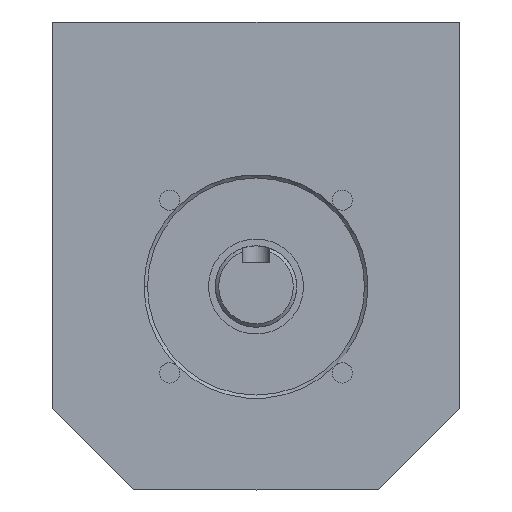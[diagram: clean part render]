
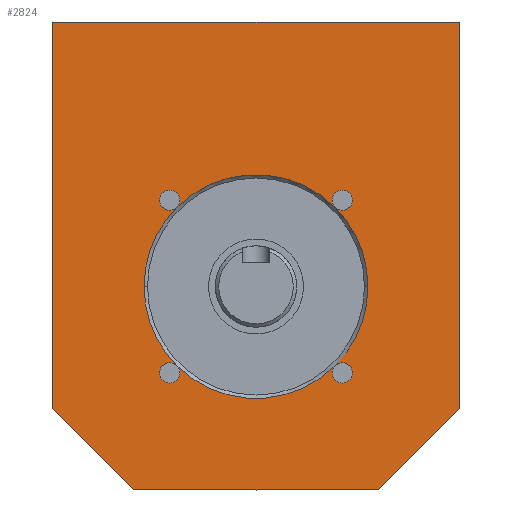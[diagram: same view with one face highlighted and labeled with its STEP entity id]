
A CAD part, left-side view. The second image highlights one B-rep face of the part: STEP entity #2824.
In plain terms, the highlighted planar face has unit normal (-1, 0, 0).
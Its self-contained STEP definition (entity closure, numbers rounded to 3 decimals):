
#324=DIRECTION('',(0.,0.,-1.));
#325=VECTOR('',#324,57.);
#326=CARTESIAN_POINT('',(-2.62,30.,0.));
#327=LINE('',#326,#325);
#416=DIRECTION('',(0.,1.,0.));
#417=VECTOR('',#416,60.);
#418=CARTESIAN_POINT('',(-2.62,-30.,0.));
#419=LINE('',#418,#417);
#488=DIRECTION('',(0.,-0.707,0.707));
#489=VECTOR('',#488,16.971);
#490=CARTESIAN_POINT('',(-2.62,-18.,-69.));
#491=LINE('',#490,#489);
#492=DIRECTION('',(0.,-0.707,-0.707));
#493=VECTOR('',#492,16.971);
#494=CARTESIAN_POINT('',(-2.62,30.,-57.));
#495=LINE('',#494,#493);
#496=DIRECTION('',(0.,0.,-1.));
#497=VECTOR('',#496,57.);
#498=CARTESIAN_POINT('',(-2.62,-30.,0.));
#499=LINE('',#498,#497);
#500=CARTESIAN_POINT('',(-2.62,12.728,-51.728));
#501=DIRECTION('',(1.,0.,0.));
#502=DIRECTION('',(0.,-1.,0.));
#503=AXIS2_PLACEMENT_3D('',#500,#501,#502);
#505=CARTESIAN_POINT('',(-2.62,12.728,-51.728));
#506=DIRECTION('',(1.,0.,0.));
#507=DIRECTION('',(0.,-0.707,0.707));
#508=AXIS2_PLACEMENT_3D('',#505,#506,#507);
#510=CARTESIAN_POINT('',(-2.62,0.,-39.));
#511=DIRECTION('',(1.,0.,0.));
#512=DIRECTION('',(0.,-0.707,-0.707));
#513=AXIS2_PLACEMENT_3D('',#510,#511,#512);
#515=CARTESIAN_POINT('',(-2.62,-12.728,-51.728));
#516=DIRECTION('',(1.,0.,0.));
#517=DIRECTION('',(0.,1.,0.));
#518=AXIS2_PLACEMENT_3D('',#515,#516,#517);
#520=CARTESIAN_POINT('',(-2.62,-12.728,-51.728));
#521=DIRECTION('',(1.,0.,0.));
#522=DIRECTION('',(0.,-1.,0.));
#523=AXIS2_PLACEMENT_3D('',#520,#521,#522);
#525=CARTESIAN_POINT('',(-2.62,-12.728,-51.728));
#526=DIRECTION('',(1.,0.,0.));
#527=DIRECTION('',(0.,0.707,0.707));
#528=AXIS2_PLACEMENT_3D('',#525,#526,#527);
#530=CARTESIAN_POINT('',(-2.62,0.,-39.));
#531=DIRECTION('',(1.,0.,0.));
#532=DIRECTION('',(0.,-1.,0.));
#533=AXIS2_PLACEMENT_3D('',#530,#531,#532);
#535=CARTESIAN_POINT('',(-2.62,0.,-39.));
#536=DIRECTION('',(1.,0.,0.));
#537=DIRECTION('',(0.,-0.707,0.707));
#538=AXIS2_PLACEMENT_3D('',#535,#536,#537);
#540=CARTESIAN_POINT('',(-2.62,-12.728,-26.272));
#541=DIRECTION('',(1.,0.,0.));
#542=DIRECTION('',(0.,-1.,0.));
#543=AXIS2_PLACEMENT_3D('',#540,#541,#542);
#545=CARTESIAN_POINT('',(-2.62,-12.728,-26.272));
#546=DIRECTION('',(1.,0.,0.));
#547=DIRECTION('',(0.,1.,0.));
#548=AXIS2_PLACEMENT_3D('',#545,#546,#547);
#550=CARTESIAN_POINT('',(-2.62,-12.728,-26.272));
#551=DIRECTION('',(1.,0.,0.));
#552=DIRECTION('',(0.,0.707,-0.707));
#553=AXIS2_PLACEMENT_3D('',#550,#551,#552);
#555=CARTESIAN_POINT('',(-2.62,0.,-39.));
#556=DIRECTION('',(1.,0.,0.));
#557=DIRECTION('',(0.,0.707,0.707));
#558=AXIS2_PLACEMENT_3D('',#555,#556,#557);
#560=CARTESIAN_POINT('',(-2.62,12.728,-26.272));
#561=DIRECTION('',(1.,0.,0.));
#562=DIRECTION('',(0.,-1.,0.));
#563=AXIS2_PLACEMENT_3D('',#560,#561,#562);
#565=CARTESIAN_POINT('',(-2.62,12.728,-26.272));
#566=DIRECTION('',(1.,0.,0.));
#567=DIRECTION('',(0.,1.,0.));
#568=AXIS2_PLACEMENT_3D('',#565,#566,#567);
#570=CARTESIAN_POINT('',(-2.62,12.728,-26.272));
#571=DIRECTION('',(1.,0.,0.));
#572=DIRECTION('',(0.,-0.707,-0.707));
#573=AXIS2_PLACEMENT_3D('',#570,#571,#572);
#575=CARTESIAN_POINT('',(-2.62,0.,-39.));
#576=DIRECTION('',(1.,0.,0.));
#577=DIRECTION('',(0.,1.,0.));
#578=AXIS2_PLACEMENT_3D('',#575,#576,#577);
#580=CARTESIAN_POINT('',(-2.62,0.,-39.));
#581=DIRECTION('',(1.,0.,0.));
#582=DIRECTION('',(0.,0.707,-0.707));
#583=AXIS2_PLACEMENT_3D('',#580,#581,#582);
#585=CARTESIAN_POINT('',(-2.62,12.728,-51.728));
#586=DIRECTION('',(1.,0.,0.));
#587=DIRECTION('',(0.,1.,0.));
#588=AXIS2_PLACEMENT_3D('',#585,#586,#587);
#1378=DIRECTION('',(0.,-1.,0.));
#1379=VECTOR('',#1378,36.);
#1380=CARTESIAN_POINT('',(-2.62,18.,-69.));
#1381=LINE('',#1380,#1379);
#1763=CARTESIAN_POINT('',(-2.62,-30.,-57.));
#1765=VERTEX_POINT('',#1763);
#1775=CARTESIAN_POINT('',(-2.62,-30.,0.));
#1777=VERTEX_POINT('',#1775);
#1796=CARTESIAN_POINT('',(-2.62,-18.,-69.));
#1797=VERTEX_POINT('',#1796);
#1808=CARTESIAN_POINT('',(-2.62,-16.5,-39.));
#1809=CARTESIAN_POINT('',(-2.62,-11.667,
-50.667));
#1810=VERTEX_POINT('',#1808);
#1811=VERTEX_POINT('',#1809);
#1812=CARTESIAN_POINT('',(-2.62,11.667,
-50.667));
#1813=CARTESIAN_POINT('',(-2.62,16.5,-39.));
#1814=VERTEX_POINT('',#1812);
#1815=VERTEX_POINT('',#1813);
#1816=CARTESIAN_POINT('',(-2.62,18.,-69.));
#1817=VERTEX_POINT('',#1816);
#1818=CARTESIAN_POINT('',(-2.62,30.,-57.));
#1819=VERTEX_POINT('',#1818);
#1820=CARTESIAN_POINT('',(-2.62,30.,0.));
#1821=VERTEX_POINT('',#1820);
#1822=CARTESIAN_POINT('',(-2.62,11.228,-51.728));
#1823=CARTESIAN_POINT('',(-2.62,14.228,-51.728));
#1824=VERTEX_POINT('',#1822);
#1825=VERTEX_POINT('',#1823);
#1826=CARTESIAN_POINT('',(-2.62,-11.228,-51.728));
#1827=VERTEX_POINT('',#1826);
#1828=CARTESIAN_POINT('',(-2.62,-14.228,-51.728));
#1829=VERTEX_POINT('',#1828);
#1830=CARTESIAN_POINT('',(-2.62,-11.667,
-27.333));
#1831=VERTEX_POINT('',#1830);
#1832=CARTESIAN_POINT('',(-2.62,-14.228,-26.272));
#1833=VERTEX_POINT('',#1832);
#1834=CARTESIAN_POINT('',(-2.62,-11.228,-26.272));
#1835=VERTEX_POINT('',#1834);
#1836=CARTESIAN_POINT('',(-2.62,11.667,-27.333));
#1837=VERTEX_POINT('',#1836);
#1838=CARTESIAN_POINT('',(-2.62,11.228,-26.272));
#1839=VERTEX_POINT('',#1838);
#1840=CARTESIAN_POINT('',(-2.62,14.228,-26.272));
#1841=VERTEX_POINT('',#1840);
#2770=CARTESIAN_POINT('',(-2.62,0.,-34.5));
#2771=DIRECTION('',(1.,0.,0.));
#2772=DIRECTION('',(0.,0.,1.));
#2773=AXIS2_PLACEMENT_3D('',#2770,#2771,#2772);
#2774=PLANE('',#2773);
#2776=ORIENTED_EDGE('',*,*,#2775,.F.);
#2778=ORIENTED_EDGE('',*,*,#2777,.F.);
#2780=ORIENTED_EDGE('',*,*,#2779,.F.);
#2781=ORIENTED_EDGE('',*,*,#2529,.F.);
#2782=ORIENTED_EDGE('',*,*,#2727,.F.);
#2783=ORIENTED_EDGE('',*,*,#2105,.T.);
#2784=EDGE_LOOP('',(#2776,#2778,#2780,#2781,#2782,#2783));
#2785=FACE_OUTER_BOUND('',#2784,.F.);
#2787=ORIENTED_EDGE('',*,*,#2786,.F.);
#2789=ORIENTED_EDGE('',*,*,#2788,.F.);
#2791=ORIENTED_EDGE('',*,*,#2790,.F.);
#2793=ORIENTED_EDGE('',*,*,#2792,.F.);
#2795=ORIENTED_EDGE('',*,*,#2794,.F.);
#2797=ORIENTED_EDGE('',*,*,#2796,.F.);
#2799=ORIENTED_EDGE('',*,*,#2798,.F.);
#2801=ORIENTED_EDGE('',*,*,#2800,.F.);
#2803=ORIENTED_EDGE('',*,*,#2802,.F.);
#2805=ORIENTED_EDGE('',*,*,#2804,.F.);
#2807=ORIENTED_EDGE('',*,*,#2806,.F.);
#2809=ORIENTED_EDGE('',*,*,#2808,.F.);
#2811=ORIENTED_EDGE('',*,*,#2810,.F.);
#2813=ORIENTED_EDGE('',*,*,#2812,.F.);
#2815=ORIENTED_EDGE('',*,*,#2814,.F.);
#2817=ORIENTED_EDGE('',*,*,#2816,.F.);
#2819=ORIENTED_EDGE('',*,*,#2818,.F.);
#2821=ORIENTED_EDGE('',*,*,#2820,.F.);
#2822=EDGE_LOOP('',(#2787,#2789,#2791,#2793,#2795,#2797,#2799,#2801,#2803,#2805,
#2807,#2809,#2811,#2813,#2815,#2817,#2819,#2821));
#2823=FACE_BOUND('',#2822,.F.);
#2824=ADVANCED_FACE('',(#2785,#2823),#2774,.F.);
#504=CIRCLE('',#503,1.5);
#509=CIRCLE('',#508,1.5);
#514=CIRCLE('',#513,16.5);
#519=CIRCLE('',#518,1.5);
#524=CIRCLE('',#523,1.5);
#529=CIRCLE('',#528,1.5);
#534=CIRCLE('',#533,16.5);
#539=CIRCLE('',#538,16.5);
#544=CIRCLE('',#543,1.5);
#549=CIRCLE('',#548,1.5);
#554=CIRCLE('',#553,1.5);
#559=CIRCLE('',#558,16.5);
#564=CIRCLE('',#563,1.5);
#569=CIRCLE('',#568,1.5);
#574=CIRCLE('',#573,1.5);
#579=CIRCLE('',#578,16.5);
#584=CIRCLE('',#583,16.5);
#589=CIRCLE('',#588,1.5);
#2105=EDGE_CURVE('',#1777,#1765,#499,.T.);
#2529=EDGE_CURVE('',#1821,#1819,#327,.T.);
#2727=EDGE_CURVE('',#1777,#1821,#419,.T.);
#2775=EDGE_CURVE('',#1797,#1765,#491,.T.);
#2777=EDGE_CURVE('',#1817,#1797,#1381,.T.);
#2779=EDGE_CURVE('',#1819,#1817,#495,.T.);
#2786=EDGE_CURVE('',#1824,#1825,#504,.T.);
#2788=EDGE_CURVE('',#1814,#1824,#509,.T.);
#2790=EDGE_CURVE('',#1811,#1814,#514,.T.);
#2792=EDGE_CURVE('',#1827,#1811,#519,.T.);
#2794=EDGE_CURVE('',#1829,#1827,#524,.T.);
#2796=EDGE_CURVE('',#1811,#1829,#529,.T.);
#2798=EDGE_CURVE('',#1810,#1811,#534,.T.);
#2800=EDGE_CURVE('',#1831,#1810,#539,.T.);
#2802=EDGE_CURVE('',#1833,#1831,#544,.T.);
#2804=EDGE_CURVE('',#1835,#1833,#549,.T.);
#2806=EDGE_CURVE('',#1831,#1835,#554,.T.);
#2808=EDGE_CURVE('',#1837,#1831,#559,.T.);
#2810=EDGE_CURVE('',#1839,#1837,#564,.T.);
#2812=EDGE_CURVE('',#1841,#1839,#569,.T.);
#2814=EDGE_CURVE('',#1837,#1841,#574,.T.);
#2816=EDGE_CURVE('',#1815,#1837,#579,.T.);
#2818=EDGE_CURVE('',#1814,#1815,#584,.T.);
#2820=EDGE_CURVE('',#1825,#1814,#589,.T.);
